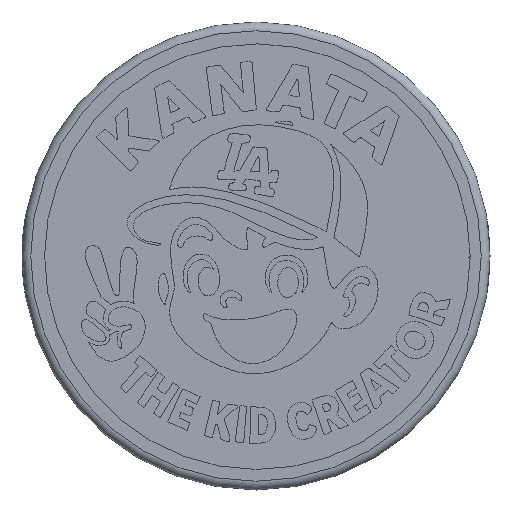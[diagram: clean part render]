
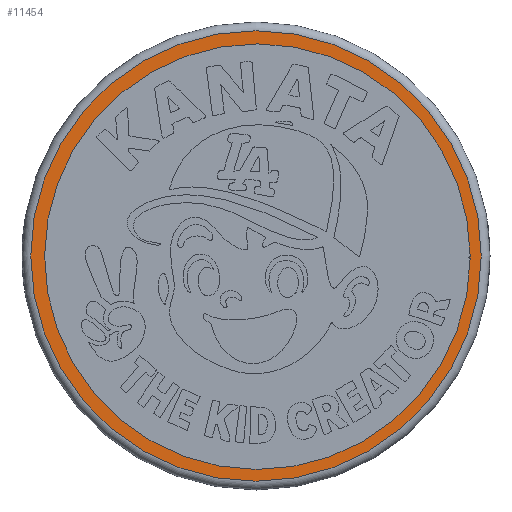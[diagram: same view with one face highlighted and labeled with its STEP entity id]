
A CAD part, front view. The second image highlights one B-rep face of the part: STEP entity #11454.
In plain terms, the highlighted planar face has unit normal (0, -1, 0).
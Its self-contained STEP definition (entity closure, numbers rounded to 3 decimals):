
#78=FACE_BOUND('',#2421,.T.);
#99=CIRCLE('',#11684,24.327);
#101=CIRCLE('',#11687,0.138);
#105=CIRCLE('',#11755,25.75);
#1764=FACE_OUTER_BOUND('',#2420,.T.);
#2420=EDGE_LOOP('',(#9867));
#2421=EDGE_LOOP('',(#9868,#9869));
#5218=VERTEX_POINT('',#19850);
#5219=VERTEX_POINT('',#19851);
#5408=VERTEX_POINT('',#21195);
#6775=EDGE_CURVE('',#5218,#5219,#99,.T.);
#6779=EDGE_CURVE('',#5219,#5218,#101,.T.);
#7063=EDGE_CURVE('',#5408,#5408,#105,.T.);
#9867=ORIENTED_EDGE('',*,*,#7063,.F.);
#9868=ORIENTED_EDGE('',*,*,#6775,.T.);
#9869=ORIENTED_EDGE('',*,*,#6779,.T.);
#10842=PLANE('',#11754);
#11454=ADVANCED_FACE('',(#1764,#78),#10842,.T.);
#11684=AXIS2_PLACEMENT_3D('',#19852,#12820,#12821);
#11687=AXIS2_PLACEMENT_3D('',#19859,#12828,#12829);
#11754=AXIS2_PLACEMENT_3D('',#21194,#13106,#13107);
#11755=AXIS2_PLACEMENT_3D('',#21196,#13108,#13109);
#12820=DIRECTION('center_axis',(0.,1.,0.));
#12821=DIRECTION('ref_axis',(-1.,0.,0.));
#12828=DIRECTION('center_axis',(0.,-1.,0.));
#12829=DIRECTION('ref_axis',(-1.,0.,0.));
#13106=DIRECTION('center_axis',(0.,-1.,0.));
#13107=DIRECTION('ref_axis',(1.,0.,0.));
#13108=DIRECTION('center_axis',(0.,1.,0.));
#13109=DIRECTION('ref_axis',(1.,0.,0.));
#19850=CARTESIAN_POINT('',(24.485,-7.,-0.302));
#19851=CARTESIAN_POINT('',(24.486,-7.,-0.027));
#19852=CARTESIAN_POINT('Origin',(0.159,-7.,-0.076));
#19859=CARTESIAN_POINT('Origin',(24.486,-7.,-0.164));
#21194=CARTESIAN_POINT('Origin',(0.,-7.,0.));
#21195=CARTESIAN_POINT('',(0.,-7.,25.75));
#21196=CARTESIAN_POINT('Origin',(0.,-7.,0.));
